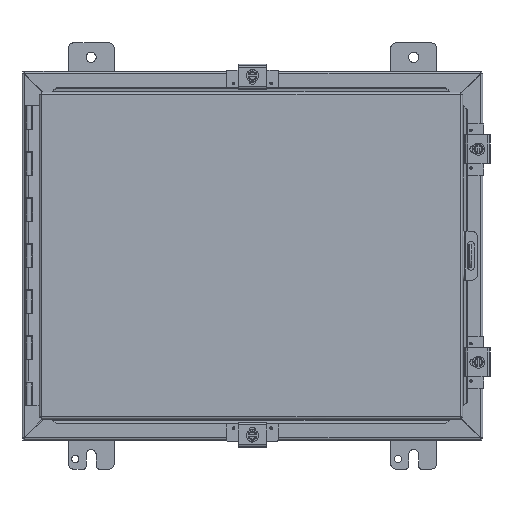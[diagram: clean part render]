
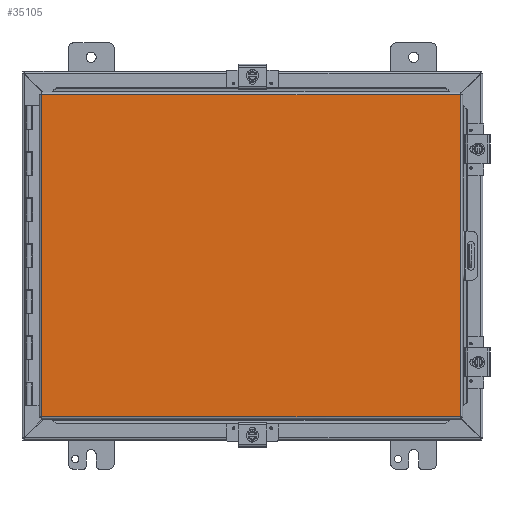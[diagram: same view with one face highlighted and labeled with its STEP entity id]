
A CAD part, top view. The second image highlights one B-rep face of the part: STEP entity #35105.
In plain terms, the highlighted face is planar.
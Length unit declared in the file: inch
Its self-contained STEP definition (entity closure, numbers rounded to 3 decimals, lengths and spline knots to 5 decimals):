
#2584 = DIRECTION ( 'NONE',  ( 1., 0., 0. ) ) ;
#2789 = LINE ( 'NONE', #34675, #20596 ) ;
#4776 = EDGE_CURVE ( 'NONE', #40403, #41037, #17155, .T. ) ;
#4826 = VECTOR ( 'NONE', #11151, 39.37008 ) ;
#5818 = PLANE ( 'NONE',  #41836 ) ;
#6412 = ORIENTED_EDGE ( 'NONE', *, *, #36812, .T. ) ;
#7107 = EDGE_CURVE ( 'NONE', #41163, #40403, #31724, .T. ) ;
#7482 = VECTOR ( 'NONE', #36694, 39.37008 ) ;
#8263 = ORIENTED_EDGE ( 'NONE', *, *, #41374, .T. ) ;
#10187 = CARTESIAN_POINT ( 'NONE',  ( -9.08225, 6.9885, 0. ) ) ;
#10479 = DIRECTION ( 'NONE',  ( 1., 0., 0. ) ) ;
#11151 = DIRECTION ( 'NONE',  ( 0., 1., 0. ) ) ;
#12994 = CARTESIAN_POINT ( 'NONE',  ( 9.08225, 6.9885, 0. ) ) ;
#13361 = FACE_OUTER_BOUND ( 'NONE', #19404, .T. ) ;
#14310 = DIRECTION ( 'NONE',  ( -1., 0., 0. ) ) ;
#15681 = CARTESIAN_POINT ( 'NONE',  ( 9.08225, 6.9885, 0. ) ) ;
#15842 = CARTESIAN_POINT ( 'NONE',  ( 9.08225, -6.9885, 0. ) ) ;
#16307 = LINE ( 'NONE', #12994, #7482 ) ;
#17155 = LINE ( 'NONE', #10187, #34246 ) ;
#18127 = CARTESIAN_POINT ( 'NONE',  ( -9.08225, -6.9885, 0. ) ) ;
#19404 = EDGE_LOOP ( 'NONE', ( #19537, #32805, #6412, #8263 ) ) ;
#19537 = ORIENTED_EDGE ( 'NONE', *, *, #7107, .T. ) ;
#20596 = VECTOR ( 'NONE', #14310, 39.37008 ) ;
#22695 = DIRECTION ( 'NONE',  ( 0., 0., 1. ) ) ;
#28069 = CARTESIAN_POINT ( 'NONE',  ( -9.08225, 6.9885, 0. ) ) ;
#28820 = VERTEX_POINT ( 'NONE', #15842 ) ;
#30118 = CARTESIAN_POINT ( 'NONE',  ( -9.08225, -6.9885, 0. ) ) ;
#31724 = LINE ( 'NONE', #18127, #4826 ) ;
#32805 = ORIENTED_EDGE ( 'NONE', *, *, #4776, .T. ) ;
#34246 = VECTOR ( 'NONE', #10479, 39.37008 ) ;
#34675 = CARTESIAN_POINT ( 'NONE',  ( 9.08225, -6.9885, 0. ) ) ;
#35105 = ADVANCED_FACE ( 'NONE', ( #13361 ), #5818, .F. ) ;
#36694 = DIRECTION ( 'NONE',  ( 0., -1., 0. ) ) ;
#36812 = EDGE_CURVE ( 'NONE', #41037, #28820, #16307, .T. ) ;
#40403 = VERTEX_POINT ( 'NONE', #28069 ) ;
#41037 = VERTEX_POINT ( 'NONE', #15681 ) ;
#41163 = VERTEX_POINT ( 'NONE', #30118 ) ;
#41374 = EDGE_CURVE ( 'NONE', #28820, #41163, #2789, .T. ) ;
#41836 = AXIS2_PLACEMENT_3D ( 'NONE', #43106, #22695, #2584 ) ;
#43106 = CARTESIAN_POINT ( 'NONE',  ( 0., 0., 0. ) ) ;
